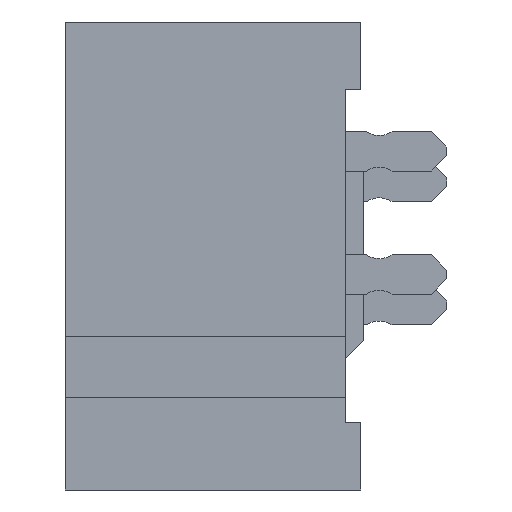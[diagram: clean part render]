
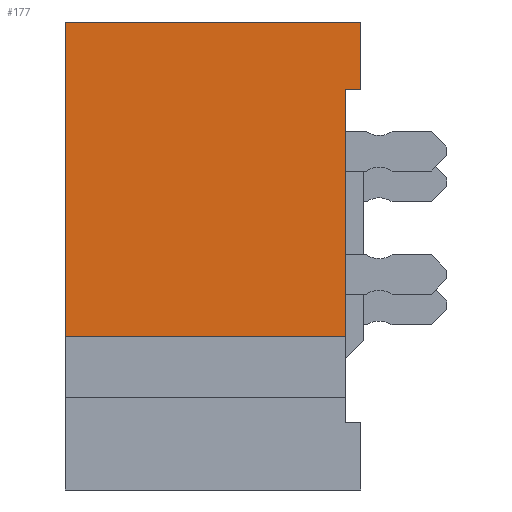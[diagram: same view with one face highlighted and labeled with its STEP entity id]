
A CAD part, left-side view. The second image highlights one B-rep face of the part: STEP entity #177.
In plain terms, the highlighted planar face has unit normal (-1, 0, 0).
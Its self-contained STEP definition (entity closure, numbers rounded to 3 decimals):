
#177 = ADVANCED_FACE( '', ( #362 ), #363, .F. );
#362 = FACE_OUTER_BOUND( '', #720, .T. );
#363 = PLANE( '', #721 );
#720 = EDGE_LOOP( '', ( #1188, #1189, #1190, #1191, #1192, #1193 ) );
#721 = AXIS2_PLACEMENT_3D( '', #1194, #1195, #1196 );
#1188 = ORIENTED_EDGE( '', *, *, #2646, .T. );
#1189 = ORIENTED_EDGE( '', *, *, #2647, .T. );
#1190 = ORIENTED_EDGE( '', *, *, #2637, .F. );
#1191 = ORIENTED_EDGE( '', *, *, #2648, .F. );
#1192 = ORIENTED_EDGE( '', *, *, #2649, .T. );
#1193 = ORIENTED_EDGE( '', *, *, #2618, .T. );
#1194 = CARTESIAN_POINT( '', ( -5.65, 4.8, -1.3 ) );
#1195 = DIRECTION( '', ( 1., 0., 0. ) );
#1196 = DIRECTION( '', ( 0., 0., -1. ) );
#2618 = EDGE_CURVE( '', #3170, #3168, #3171, .T. );
#2637 = EDGE_CURVE( '', #3203, #3205, #3206, .T. );
#2646 = EDGE_CURVE( '', #3168, #3219, #3220, .T. );
#2647 = EDGE_CURVE( '', #3219, #3205, #3221, .T. );
#2648 = EDGE_CURVE( '', #3222, #3203, #3223, .T. );
#2649 = EDGE_CURVE( '', #3222, #3170, #3224, .T. );
#3168 = VERTEX_POINT( '', #4051 );
#3170 = VERTEX_POINT( '', #4054 );
#3171 = LINE( '', #4055, #4056 );
#3203 = VERTEX_POINT( '', #4105 );
#3205 = VERTEX_POINT( '', #4108 );
#3206 = LINE( '', #4109, #4110 );
#3219 = VERTEX_POINT( '', #4131 );
#3220 = LINE( '', #4132, #4133 );
#3221 = LINE( '', #4134, #4135 );
#3222 = VERTEX_POINT( '', #4136 );
#3223 = LINE( '', #4137, #4138 );
#3224 = LINE( '', #4139, #4140 );
#4051 = CARTESIAN_POINT( '', ( -5.65, 0.25, 2.7 ) );
#4054 = CARTESIAN_POINT( '', ( -5.65, 0.25, -1.3 ) );
#4055 = CARTESIAN_POINT( '', ( -5.65, 0.25, -2.7 ) );
#4056 = VECTOR( '', #5226, 1000. );
#4105 = CARTESIAN_POINT( '', ( -5.65, 4.8, 3.8 ) );
#4108 = CARTESIAN_POINT( '', ( -5.65, 0., 3.8 ) );
#4109 = CARTESIAN_POINT( '', ( -5.65, 4.8, 3.8 ) );
#4110 = VECTOR( '', #5245, 1000. );
#4131 = CARTESIAN_POINT( '', ( -5.65, 0., 2.7 ) );
#4132 = CARTESIAN_POINT( '', ( -5.65, 0.25, 2.7 ) );
#4133 = VECTOR( '', #5254, 1000. );
#4134 = CARTESIAN_POINT( '', ( -5.65, 0., -1.3 ) );
#4135 = VECTOR( '', #5255, 1000. );
#4136 = CARTESIAN_POINT( '', ( -5.65, 4.8, -1.3 ) );
#4137 = CARTESIAN_POINT( '', ( -5.65, 4.8, -1.3 ) );
#4138 = VECTOR( '', #5256, 1000. );
#4139 = CARTESIAN_POINT( '', ( -5.65, 4.8, -1.3 ) );
#4140 = VECTOR( '', #5257, 1000. );
#5226 = DIRECTION( '', ( 0., 0., 1. ) );
#5245 = DIRECTION( '', ( 0., -1., 0. ) );
#5254 = DIRECTION( '', ( 0., -1., 0. ) );
#5255 = DIRECTION( '', ( 0., 0., 1. ) );
#5256 = DIRECTION( '', ( 0., 0., 1. ) );
#5257 = DIRECTION( '', ( 0., -1., 0. ) );
